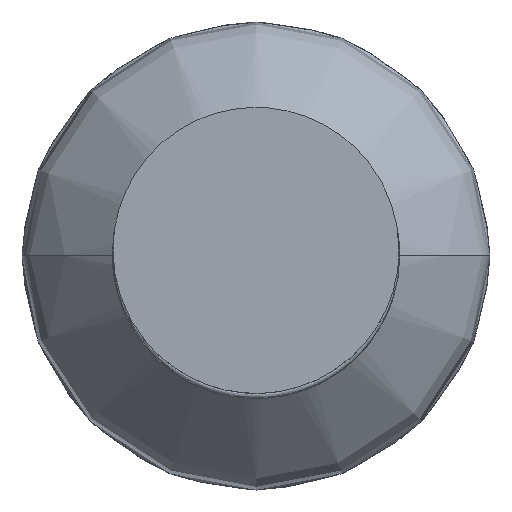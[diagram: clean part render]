
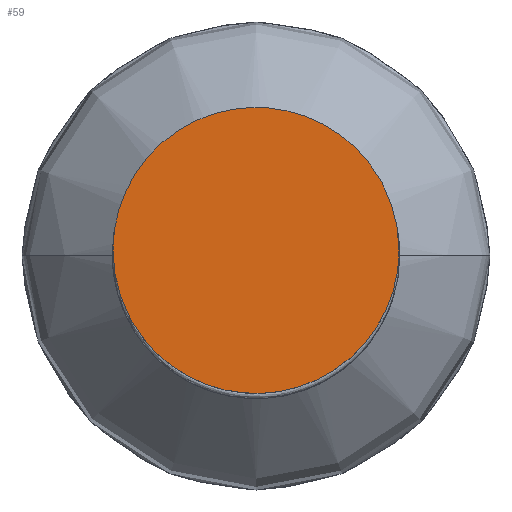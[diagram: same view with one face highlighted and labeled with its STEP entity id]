
A CAD part, top view. The second image highlights one B-rep face of the part: STEP entity #59.
In plain terms, the highlighted planar face has unit normal (0, 0, 1).
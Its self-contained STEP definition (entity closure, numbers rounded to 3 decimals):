
#59=ADVANCED_FACE('',(#79),#308,.T.);
#79=FACE_OUTER_BOUND('',#99,.T.);
#99=EDGE_LOOP('',(#131,#132));
#131=ORIENTED_EDGE('',*,*,#193,.T.);
#132=ORIENTED_EDGE('',*,*,#196,.T.);
#193=EDGE_CURVE('',#278,#280,#241,.T.);
#196=EDGE_CURVE('',#280,#278,#244,.T.);
#241=(
BOUNDED_CURVE()
B_SPLINE_CURVE(2,(#482,#483,#484,#485,#486),.UNSPECIFIED.,.F.,.F.)
B_SPLINE_CURVE_WITH_KNOTS((3,2,3),(0.,86.394,172.788),
 .UNSPECIFIED.)
CURVE()
GEOMETRIC_REPRESENTATION_ITEM()
RATIONAL_B_SPLINE_CURVE((1.,0.707,1.,0.707,1.))
REPRESENTATION_ITEM('')
);
#244=(
BOUNDED_CURVE()
B_SPLINE_CURVE(2,(#494,#495,#496,#497,#498),.UNSPECIFIED.,.F.,.F.)
B_SPLINE_CURVE_WITH_KNOTS((3,2,3),(172.788,259.181,345.575),
 .UNSPECIFIED.)
CURVE()
GEOMETRIC_REPRESENTATION_ITEM()
RATIONAL_B_SPLINE_CURVE((1.,0.707,1.,0.707,1.))
REPRESENTATION_ITEM('')
);
#278=VERTEX_POINT('',#472);
#280=VERTEX_POINT('',#474);
#308=PLANE('',#409);
#409=AXIS2_PLACEMENT_3D('',#469,#424,$);
#424=DIRECTION('',(0.,0.,1.));
#469=CARTESIAN_POINT('',(-68.75,-68.75,1190.323));
#472=CARTESIAN_POINT('',(55.,0.,1190.323));
#474=CARTESIAN_POINT('',(-55.,0.,1190.323));
#482=CARTESIAN_POINT('',(55.,0.,1190.323));
#483=CARTESIAN_POINT('',(55.,55.,1190.323));
#484=CARTESIAN_POINT('',(0.,55.,1190.323));
#485=CARTESIAN_POINT('',(-55.,55.,1190.323));
#486=CARTESIAN_POINT('',(-55.,0.,1190.323));
#494=CARTESIAN_POINT('',(-55.,0.,1190.323));
#495=CARTESIAN_POINT('',(-55.,-55.,1190.323));
#496=CARTESIAN_POINT('',(0.,-55.,1190.323));
#497=CARTESIAN_POINT('',(55.,-55.,1190.323));
#498=CARTESIAN_POINT('',(55.,0.,1190.323));
